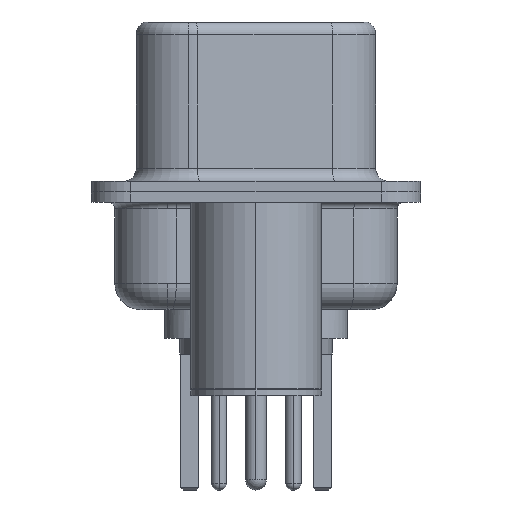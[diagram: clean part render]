
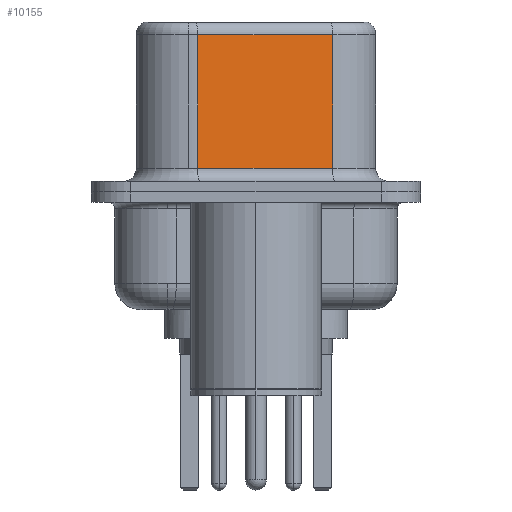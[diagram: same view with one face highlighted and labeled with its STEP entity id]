
A CAD part, left-side view. The second image highlights one B-rep face of the part: STEP entity #10155.
In plain terms, the highlighted planar face has unit normal (-0.985, -0.174, 0).
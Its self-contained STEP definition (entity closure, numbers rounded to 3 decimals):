
#209 = PLANE ( 'NONE',  #18234 ) ;
#284 = DIRECTION ( 'NONE',  ( -0.174, 0.985, 0. ) ) ;
#322 = ORIENTED_EDGE ( 'NONE', *, *, #17325, .T. ) ;
#834 = ORIENTED_EDGE ( 'NONE', *, *, #16566, .T. ) ;
#1200 = VECTOR ( 'NONE', #17450, 1000. ) ;
#1731 = VERTEX_POINT ( 'NONE', #4289 ) ;
#2547 = ORIENTED_EDGE ( 'NONE', *, *, #4911, .T. ) ;
#3345 = EDGE_LOOP ( 'NONE', ( #9724, #322, #834, #2547 ) ) ;
#4159 = CARTESIAN_POINT ( 'NONE',  ( 4.565, -2.927, 6.52 ) ) ;
#4289 = CARTESIAN_POINT ( 'NONE',  ( 4.565, -2.927, 6.02 ) ) ;
#4911 = EDGE_CURVE ( 'NONE', #5492, #11680, #21484, .T. ) ;
#5492 = VERTEX_POINT ( 'NONE', #7383 ) ;
#5956 = FACE_OUTER_BOUND ( 'NONE', #3345, .T. ) ;
#7383 = CARTESIAN_POINT ( 'NONE',  ( 3.655, 2.233, 0.9 ) ) ;
#7484 = VECTOR ( 'NONE', #10746, 1000. ) ;
#9724 = ORIENTED_EDGE ( 'NONE', *, *, #19668, .F. ) ;
#10155 = ADVANCED_FACE ( 'NONE', ( #5956 ), #209, .F. ) ;
#10503 = CARTESIAN_POINT ( 'NONE',  ( 4.565, -2.927, 0.9 ) ) ;
#10517 = DIRECTION ( 'NONE',  ( 0.985, 0.174, 0. ) ) ;
#10746 = DIRECTION ( 'NONE',  ( 0.174, -0.985, 0. ) ) ;
#11680 = VERTEX_POINT ( 'NONE', #21737 ) ;
#13867 = CARTESIAN_POINT ( 'NONE',  ( 3.655, 2.233, 6.52 ) ) ;
#15287 = DIRECTION ( 'NONE',  ( -0.174, 0.985, 0. ) ) ;
#16566 = EDGE_CURVE ( 'NONE', #18967, #5492, #19699, .T. ) ;
#17325 = EDGE_CURVE ( 'NONE', #1731, #18967, #22106, .T. ) ;
#17419 = VECTOR ( 'NONE', #15287, 1000. ) ;
#17450 = DIRECTION ( 'NONE',  ( 0., 0., -1. ) ) ;
#18234 = AXIS2_PLACEMENT_3D ( 'NONE', #21064, #10517, #284 ) ;
#18748 = VECTOR ( 'NONE', #21616, 1000. ) ;
#18967 = VERTEX_POINT ( 'NONE', #21398 ) ;
#19307 = LINE ( 'NONE', #4159, #18748 ) ;
#19668 = EDGE_CURVE ( 'NONE', #1731, #11680, #19307, .T. ) ;
#19699 = LINE ( 'NONE', #13867, #1200 ) ;
#21064 = CARTESIAN_POINT ( 'NONE',  ( 4.565, -2.927, 6.52 ) ) ;
#21398 = CARTESIAN_POINT ( 'NONE',  ( 3.655, 2.233, 6.02 ) ) ;
#21484 = LINE ( 'NONE', #10503, #7484 ) ;
#21616 = DIRECTION ( 'NONE',  ( 0., 0., -1. ) ) ;
#21737 = CARTESIAN_POINT ( 'NONE',  ( 4.565, -2.927, 0.9 ) ) ;
#22106 = LINE ( 'NONE', #22332, #17419 ) ;
#22332 = CARTESIAN_POINT ( 'NONE',  ( 4.565, -2.927, 6.02 ) ) ;
